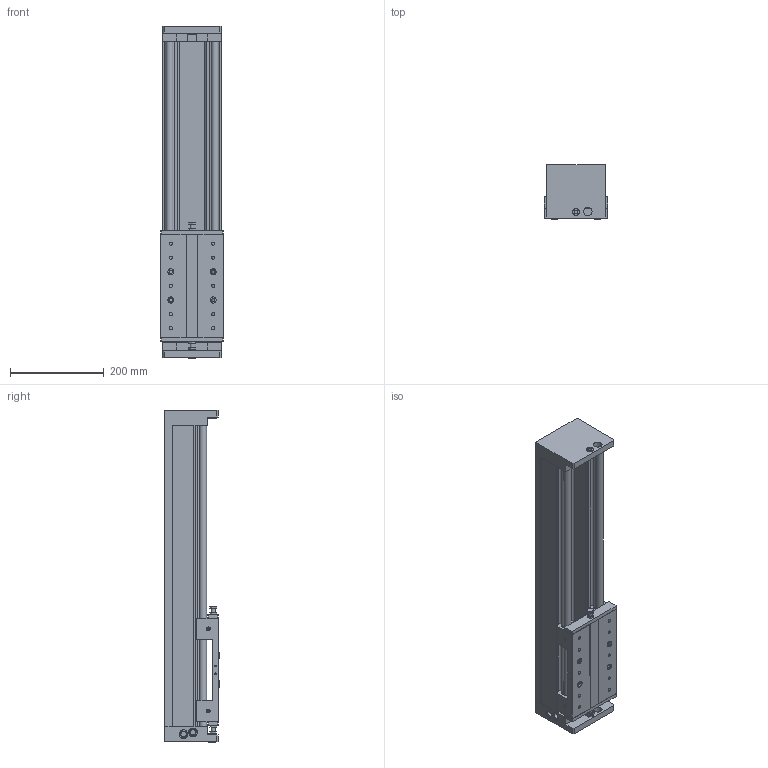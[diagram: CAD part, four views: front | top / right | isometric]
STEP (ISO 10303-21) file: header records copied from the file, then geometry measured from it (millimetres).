
FILE_DESCRIPTION((''),'2;1');
FILE_NAME('MSL115-P40-R 400.stp','2012-10-04T09:26:57',('hartung_david'),(''),'Autodesk Inventor 2012','Autodesk Inventor 2012','');
FILE_SCHEMA(('AUTOMOTIVE_DESIGN { 1 0 10303 214 1 1 1 1 }'));
Length unit declared in the file: millimetre
Products named in the file (3): MSL115-P40-R 400; MSL115-P40-R 400-010-D; MSL115-P40-R 400-020-D
Assembly tree (2 placements, depth 2):
  MSL115-P40-R 400
    MSL115-P40-R 400-010-D
    MSL115-P40-R 400-020-D
Bounding box: 135 x 116.9 x 707 mm (x, y, z)
Volume: 4972898.6 mm3; surface area: 605518.1 mm2
Topology: 10 solids, 10 shells, 471 faces, 1184 edges, 775 vertices
Faces by surface type: plane 277, cylinder 142, cone 44, sphere 8
Full cylindrical faces by diameter (mm): 3.242 x4, 4 x4, 4.917 x4, 6.5 x2, 6.647 x14, 7 x2, 8 x6, 8.2 x4, 8.376 x2, 8.5 x2, 11.4 x2, 11.445 x2, 13 x6, 18.376 x2, 18.5 x2
Entity records: 14024 total; most frequent: CARTESIAN_POINT 2453, DIRECTION 2301, ORIENTED_EDGE 2094, EDGE_CURVE 1047, AXIS2_PLACEMENT_3D 810, VERTEX_POINT 726, VECTOR 681, LINE 681
